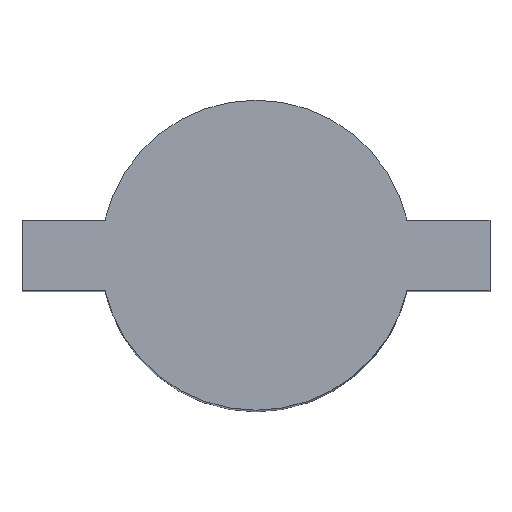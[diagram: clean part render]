
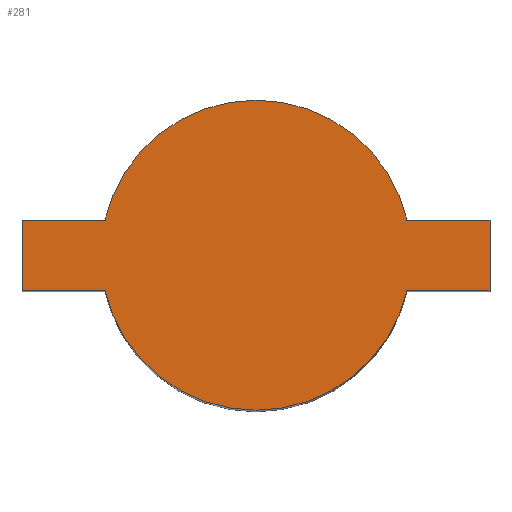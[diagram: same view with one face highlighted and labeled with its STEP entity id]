
A CAD part, top view. The second image highlights one B-rep face of the part: STEP entity #281.
In plain terms, the highlighted planar face has unit normal (0, 0, 1).
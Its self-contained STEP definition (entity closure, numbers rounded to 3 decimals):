
#11 = EDGE_CURVE ( 'NONE', #129, #112, #188, .T. ) ;
#19 = VERTEX_POINT ( 'NONE', #480 ) ;
#23 = CARTESIAN_POINT ( 'NONE',  ( -2.581, -0.6, 17. ) ) ;
#24 = DIRECTION ( 'NONE',  ( -1., 0., 0. ) ) ;
#28 = VECTOR ( 'NONE', #250, 1000. ) ;
#30 = LINE ( 'NONE', #268, #347 ) ;
#39 = EDGE_LOOP ( 'NONE', ( #86, #125, #465, #59, #391, #280, #359, #251 ) ) ;
#50 = DIRECTION ( 'NONE',  ( 1., 0., 0. ) ) ;
#59 = ORIENTED_EDGE ( 'NONE', *, *, #96, .T. ) ;
#62 = EDGE_CURVE ( 'NONE', #440, #484, #30, .T. ) ;
#65 = DIRECTION ( 'NONE',  ( 1., 0., 0. ) ) ;
#86 = ORIENTED_EDGE ( 'NONE', *, *, #107, .T. ) ;
#91 = LINE ( 'NONE', #238, #448 ) ;
#94 = CARTESIAN_POINT ( 'NONE',  ( 4., 0.6, 17. ) ) ;
#96 = EDGE_CURVE ( 'NONE', #164, #129, #415, .T. ) ;
#99 = CARTESIAN_POINT ( 'NONE',  ( -4., -0.6, 17. ) ) ;
#103 = CARTESIAN_POINT ( 'NONE',  ( 4., -0.6, 17. ) ) ;
#107 = EDGE_CURVE ( 'NONE', #484, #19, #220, .T. ) ;
#109 = VECTOR ( 'NONE', #290, 1000. ) ;
#112 = VERTEX_POINT ( 'NONE', #260 ) ;
#122 = VECTOR ( 'NONE', #24, 1000. ) ;
#125 = ORIENTED_EDGE ( 'NONE', *, *, #342, .T. ) ;
#129 = VERTEX_POINT ( 'NONE', #338 ) ;
#132 = DIRECTION ( 'NONE',  ( 0., 0., 1. ) ) ;
#134 = LINE ( 'NONE', #241, #109 ) ;
#137 = DIRECTION ( 'NONE',  ( 1., 0., 0. ) ) ;
#164 = VERTEX_POINT ( 'NONE', #427 ) ;
#170 = LINE ( 'NONE', #99, #380 ) ;
#174 = DIRECTION ( 'NONE',  ( 0., 0., 1. ) ) ;
#188 = CIRCLE ( 'NONE', #320, 2.65 ) ;
#196 = AXIS2_PLACEMENT_3D ( 'NONE', #203, #361, #321 ) ;
#203 = CARTESIAN_POINT ( 'NONE',  ( 0., 0., 17. ) ) ;
#220 = CIRCLE ( 'NONE', #397, 2.65 ) ;
#238 = CARTESIAN_POINT ( 'NONE',  ( 4., -0.6, 17. ) ) ;
#241 = CARTESIAN_POINT ( 'NONE',  ( 4., -0.6, 17. ) ) ;
#247 = DIRECTION ( 'NONE',  ( 1., 0., 0. ) ) ;
#250 = DIRECTION ( 'NONE',  ( -1., 0., 0. ) ) ;
#251 = ORIENTED_EDGE ( 'NONE', *, *, #62, .T. ) ;
#260 = CARTESIAN_POINT ( 'NONE',  ( -2.581, 0.6, 17. ) ) ;
#268 = CARTESIAN_POINT ( 'NONE',  ( 4., -0.6, 17. ) ) ;
#280 = ORIENTED_EDGE ( 'NONE', *, *, #364, .T. ) ;
#281 = ADVANCED_FACE ( 'NONE', ( #331 ), #487, .T. ) ;
#290 = DIRECTION ( 'NONE',  ( 0., 1., 0. ) ) ;
#292 = EDGE_CURVE ( 'NONE', #442, #164, #134, .T. ) ;
#300 = CARTESIAN_POINT ( 'NONE',  ( 0., 0., 17. ) ) ;
#320 = AXIS2_PLACEMENT_3D ( 'NONE', #400, #132, #50 ) ;
#321 = DIRECTION ( 'NONE',  ( 1., 0., 0. ) ) ;
#331 = FACE_OUTER_BOUND ( 'NONE', #39, .T. ) ;
#338 = CARTESIAN_POINT ( 'NONE',  ( 2.581, 0.6, 17. ) ) ;
#342 = EDGE_CURVE ( 'NONE', #19, #442, #91, .T. ) ;
#347 = VECTOR ( 'NONE', #137, 1000. ) ;
#359 = ORIENTED_EDGE ( 'NONE', *, *, #371, .T. ) ;
#361 = DIRECTION ( 'NONE',  ( 0., 0., 1. ) ) ;
#364 = EDGE_CURVE ( 'NONE', #112, #472, #441, .T. ) ;
#371 = EDGE_CURVE ( 'NONE', #472, #440, #170, .T. ) ;
#380 = VECTOR ( 'NONE', #414, 1000. ) ;
#383 = CARTESIAN_POINT ( 'NONE',  ( 4., 0.6, 17. ) ) ;
#391 = ORIENTED_EDGE ( 'NONE', *, *, #11, .T. ) ;
#397 = AXIS2_PLACEMENT_3D ( 'NONE', #300, #174, #65 ) ;
#400 = CARTESIAN_POINT ( 'NONE',  ( 0., 0., 17. ) ) ;
#410 = CARTESIAN_POINT ( 'NONE',  ( -4., 0.6, 17. ) ) ;
#414 = DIRECTION ( 'NONE',  ( 0., -1., 0. ) ) ;
#415 = LINE ( 'NONE', #383, #122 ) ;
#427 = CARTESIAN_POINT ( 'NONE',  ( 4., 0.6, 17. ) ) ;
#440 = VERTEX_POINT ( 'NONE', #457 ) ;
#441 = LINE ( 'NONE', #94, #28 ) ;
#442 = VERTEX_POINT ( 'NONE', #103 ) ;
#448 = VECTOR ( 'NONE', #247, 1000. ) ;
#457 = CARTESIAN_POINT ( 'NONE',  ( -4., -0.6, 17. ) ) ;
#465 = ORIENTED_EDGE ( 'NONE', *, *, #292, .T. ) ;
#472 = VERTEX_POINT ( 'NONE', #410 ) ;
#480 = CARTESIAN_POINT ( 'NONE',  ( 2.581, -0.6, 17. ) ) ;
#484 = VERTEX_POINT ( 'NONE', #23 ) ;
#487 = PLANE ( 'NONE',  #196 ) ;
